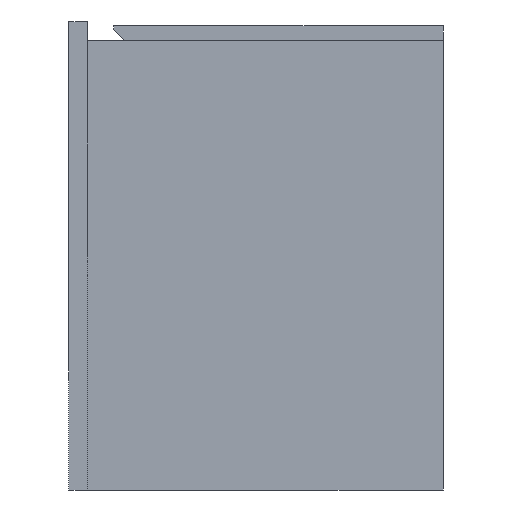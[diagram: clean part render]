
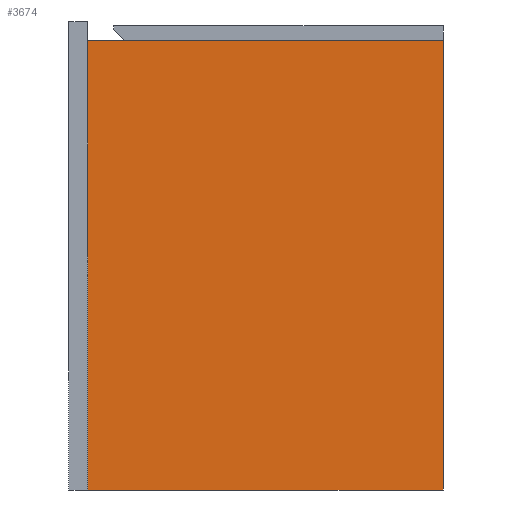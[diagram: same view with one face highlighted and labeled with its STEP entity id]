
A CAD part, left-side view. The second image highlights one B-rep face of the part: STEP entity #3674.
In plain terms, the highlighted planar face has unit normal (-1, 0, 0).
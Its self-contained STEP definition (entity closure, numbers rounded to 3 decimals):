
#29 = CARTESIAN_POINT ( 'NONE',  ( -594., 190., 0. ) ) ;
#157 = FACE_OUTER_BOUND ( 'NONE', #3920, .T. ) ;
#308 = EDGE_CURVE ( 'NONE', #2568, #1026, #3593, .T. ) ;
#371 = ORIENTED_EDGE ( 'NONE', *, *, #1879, .T. ) ;
#434 = CARTESIAN_POINT ( 'NONE',  ( -594., 190., 0. ) ) ;
#626 = VECTOR ( 'NONE', #1435, 1000. ) ;
#756 = CARTESIAN_POINT ( 'NONE',  ( -594., 190., 480. ) ) ;
#842 = ORIENTED_EDGE ( 'NONE', *, *, #1808, .F. ) ;
#935 = VERTEX_POINT ( 'NONE', #2345 ) ;
#1007 = CARTESIAN_POINT ( 'NONE',  ( -594., -190., 480. ) ) ;
#1026 = VERTEX_POINT ( 'NONE', #29 ) ;
#1107 = DIRECTION ( 'NONE',  ( 0., 1., 0. ) ) ;
#1132 = DIRECTION ( 'NONE',  ( 0., -1., 0. ) ) ;
#1137 = ORIENTED_EDGE ( 'NONE', *, *, #3555, .T. ) ;
#1198 = VECTOR ( 'NONE', #3351, 1000. ) ;
#1246 = CARTESIAN_POINT ( 'NONE',  ( -594., 190., 480. ) ) ;
#1348 = CARTESIAN_POINT ( 'NONE',  ( -594., -190., 0. ) ) ;
#1435 = DIRECTION ( 'NONE',  ( 0., 0., -1. ) ) ;
#1563 = LINE ( 'NONE', #1007, #3000 ) ;
#1639 = VECTOR ( 'NONE', #1107, 1000. ) ;
#1753 = PLANE ( 'NONE',  #2288 ) ;
#1808 = EDGE_CURVE ( 'NONE', #4227, #2568, #1563, .T. ) ;
#1879 = EDGE_CURVE ( 'NONE', #4227, #935, #2101, .T. ) ;
#2101 = LINE ( 'NONE', #2688, #1198 ) ;
#2288 = AXIS2_PLACEMENT_3D ( 'NONE', #1246, #4262, #1132 ) ;
#2345 = CARTESIAN_POINT ( 'NONE',  ( -594., 190., 480. ) ) ;
#2350 = CARTESIAN_POINT ( 'NONE',  ( -594., -190., 480. ) ) ;
#2539 = LINE ( 'NONE', #756, #626 ) ;
#2568 = VERTEX_POINT ( 'NONE', #1348 ) ;
#2688 = CARTESIAN_POINT ( 'NONE',  ( -594., 190., 480. ) ) ;
#3000 = VECTOR ( 'NONE', #3276, 1000. ) ;
#3276 = DIRECTION ( 'NONE',  ( 0., 0., -1. ) ) ;
#3351 = DIRECTION ( 'NONE',  ( 0., 1., 0. ) ) ;
#3555 = EDGE_CURVE ( 'NONE', #935, #1026, #2539, .T. ) ;
#3593 = LINE ( 'NONE', #434, #1639 ) ;
#3674 = ADVANCED_FACE ( 'NONE', ( #157 ), #1753, .T. ) ;
#3920 = EDGE_LOOP ( 'NONE', ( #4258, #842, #371, #1137 ) ) ;
#4227 = VERTEX_POINT ( 'NONE', #2350 ) ;
#4258 = ORIENTED_EDGE ( 'NONE', *, *, #308, .F. ) ;
#4262 = DIRECTION ( 'NONE',  ( -1., 0., 0. ) ) ;
